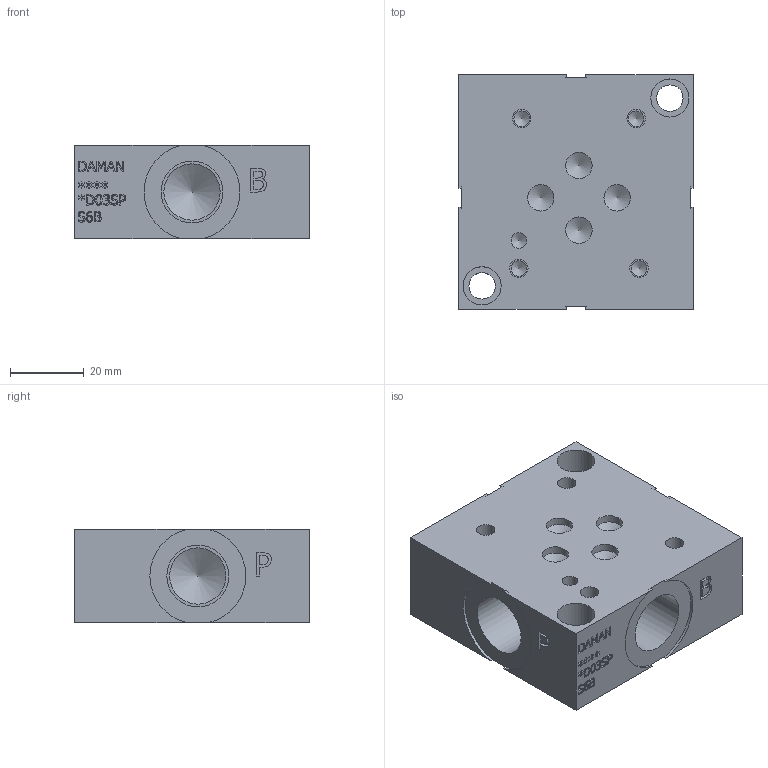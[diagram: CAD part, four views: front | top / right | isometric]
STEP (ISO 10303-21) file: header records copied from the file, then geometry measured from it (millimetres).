
FILE_DESCRIPTION(/* description */ (''),/* implementation_level */ '2;1');
FILE_NAME(/* name */ '_D03SPS6B.stp',/* time_stamp */ '2020-03-17T16:22:52-04:00',/* author */ ('devonn'),/* organization */ (''),/* preprocessor_version */ 'ST-DEVELOPER v17',/* originating_system */ 'Autodesk Inventor 2019',/* authorisation */ '');
FILE_SCHEMA (('AUTOMOTIVE_DESIGN { 1 0 10303 214 3 1 1 }'));
Length unit declared in the file: millimetre
Products named in the file (1): Part_AD03SPS6B.B01719R1_3D
Bounding box: 63.5 x 63.5 x 25.4 mm (x, y, z)
Volume: 78320.8 mm3; surface area: 21947.3 mm2
Topology: 1 solids, 1 shells, 467 faces, 1285 edges, 865 vertices
Faces by surface type: plane 279, bspline 142, cylinder 33, cone 13
Full cylindrical faces by diameter (mm): 4.216 x5, 5.004 x4, 7.137 x6, 10.312 x2, 15.24 x4, 16.764 x4
Entity records: 15882 total; most frequent: CARTESIAN_POINT 4451, ORIENTED_EDGE 2544, DIRECTION 1744, EDGE_CURVE 1272, LINE 884, VECTOR 884, VERTEX_POINT 865, EDGE_LOOP 529
